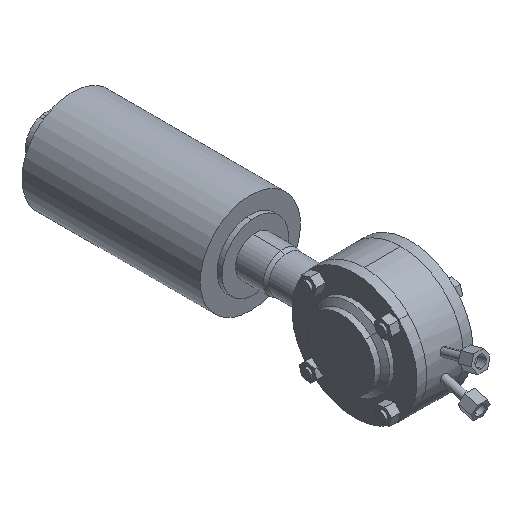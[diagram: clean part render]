
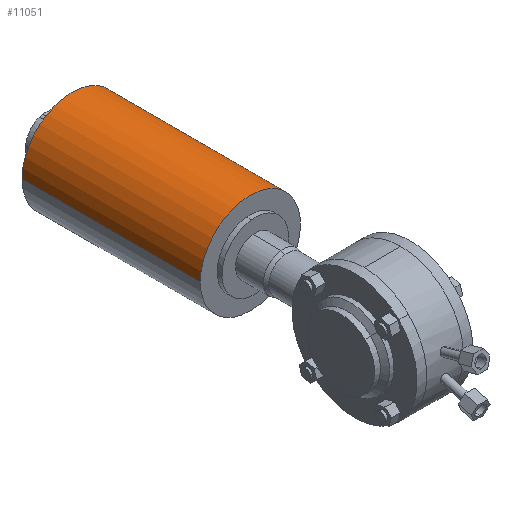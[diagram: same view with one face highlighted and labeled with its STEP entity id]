
A CAD part, isometric view. The second image highlights one B-rep face of the part: STEP entity #11051.
In plain terms, the highlighted cylindrical face has radius 52 mm (diameter 104 mm), a partial arc.
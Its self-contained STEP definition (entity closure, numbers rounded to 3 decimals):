
#399 = CARTESIAN_POINT ( 'NONE',  ( 52., 148.927, 0. ) ) ;
#569 = CYLINDRICAL_SURFACE ( 'NONE', #2861, 52. ) ;
#629 = ORIENTED_EDGE ( 'NONE', *, *, #4952, .T. ) ;
#1144 = DIRECTION ( 'NONE',  ( 0., 1., 0. ) ) ;
#1240 = VERTEX_POINT ( 'NONE', #14022 ) ;
#1599 = AXIS2_PLACEMENT_3D ( 'NONE', #4273, #15211, #5834 ) ;
#2861 = AXIS2_PLACEMENT_3D ( 'NONE', #14135, #14180, #14354 ) ;
#4273 = CARTESIAN_POINT ( 'NONE',  ( 0., 322., 0. ) ) ;
#4490 = VERTEX_POINT ( 'NONE', #6975 ) ;
#4657 = ORIENTED_EDGE ( 'NONE', *, *, #8376, .T. ) ;
#4952 = EDGE_CURVE ( 'NONE', #13594, #4490, #17135, .T. ) ;
#4986 = ORIENTED_EDGE ( 'NONE', *, *, #5938, .T. ) ;
#5834 = DIRECTION ( 'NONE',  ( -1., 0., 0. ) ) ;
#5881 = DIRECTION ( 'NONE',  ( 1., 0., 0. ) ) ;
#5938 = EDGE_CURVE ( 'NONE', #1240, #13594, #7117, .T. ) ;
#6786 = DIRECTION ( 'NONE',  ( 0., 1., 0. ) ) ;
#6975 = CARTESIAN_POINT ( 'NONE',  ( -52., 322., 0. ) ) ;
#7117 = LINE ( 'NONE', #399, #9051 ) ;
#8141 = VECTOR ( 'NONE', #13687, 1000. ) ;
#8376 = EDGE_CURVE ( 'NONE', #9047, #1240, #19350, .T. ) ;
#8497 = CARTESIAN_POINT ( 'NONE',  ( -52., 137., 0. ) ) ;
#9047 = VERTEX_POINT ( 'NONE', #8497 ) ;
#9051 = VECTOR ( 'NONE', #6786, 1000. ) ;
#10164 = AXIS2_PLACEMENT_3D ( 'NONE', #13196, #1144, #5881 ) ;
#11051 = ADVANCED_FACE ( 'NONE', ( #12026 ), #569, .T. ) ;
#11091 = CARTESIAN_POINT ( 'NONE',  ( -52., 148.927, 0. ) ) ;
#12026 = FACE_OUTER_BOUND ( 'NONE', #14244, .T. ) ;
#13196 = CARTESIAN_POINT ( 'NONE',  ( 0., 137., 0. ) ) ;
#13594 = VERTEX_POINT ( 'NONE', #18502 ) ;
#13687 = DIRECTION ( 'NONE',  ( 0., 1., 0. ) ) ;
#13693 = EDGE_CURVE ( 'NONE', #9047, #4490, #19841, .T. ) ;
#14022 = CARTESIAN_POINT ( 'NONE',  ( 52., 137., 0. ) ) ;
#14135 = CARTESIAN_POINT ( 'NONE',  ( 0., 148.927, 0. ) ) ;
#14180 = DIRECTION ( 'NONE',  ( 0., 1., 0. ) ) ;
#14244 = EDGE_LOOP ( 'NONE', ( #14269, #4657, #4986, #629 ) ) ;
#14269 = ORIENTED_EDGE ( 'NONE', *, *, #13693, .F. ) ;
#14354 = DIRECTION ( 'NONE',  ( 1., 0., 0. ) ) ;
#15211 = DIRECTION ( 'NONE',  ( 0., -1., 0. ) ) ;
#17135 = CIRCLE ( 'NONE', #1599, 52. ) ;
#18502 = CARTESIAN_POINT ( 'NONE',  ( 52., 322., 0. ) ) ;
#19350 = CIRCLE ( 'NONE', #10164, 52. ) ;
#19841 = LINE ( 'NONE', #11091, #8141 ) ;
